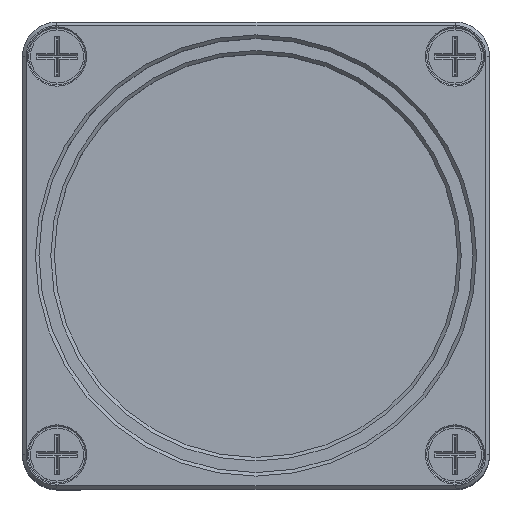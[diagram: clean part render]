
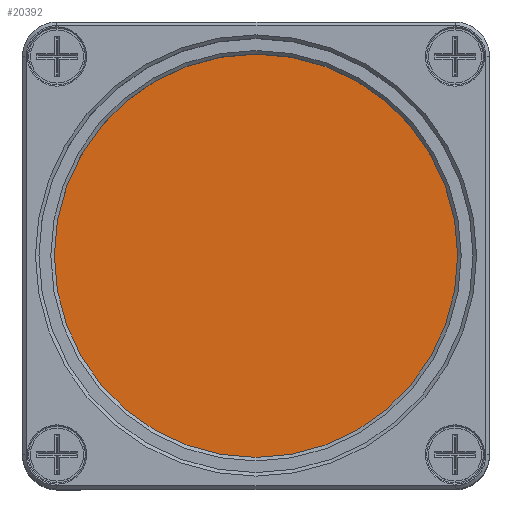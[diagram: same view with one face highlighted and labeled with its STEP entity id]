
A CAD part, top view. The second image highlights one B-rep face of the part: STEP entity #20392.
In plain terms, the highlighted face is planar.
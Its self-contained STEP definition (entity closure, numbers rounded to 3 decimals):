
#11098=FACE_OUTER_BOUND('',#63575,.T.);
#20392=ADVANCED_FACE('',(#11098),#26236,.F.);
#26236=PLANE('',#150086);
#63575=EDGE_LOOP('',(#87891));
#87891=ORIENTED_EDGE('',*,*,#129935,.F.);
#113407=VERTEX_POINT('',#215880);
#129935=EDGE_CURVE('',#113407,#113407,#141748,.T.);
#141748=CIRCLE('',#150083,12.5);
#150083=AXIS2_PLACEMENT_3D('',#215879,#175884,#175885);
#150086=AXIS2_PLACEMENT_3D('',#215883,#175890,#175891);
#175884=DIRECTION('',(0.,0.,1.));
#175885=DIRECTION('',(1.,0.,0.));
#175890=DIRECTION('',(0.,0.,1.));
#175891=DIRECTION('',(1.,0.,0.));
#215879=CARTESIAN_POINT('',(0.,0.,0.));
#215880=CARTESIAN_POINT('',(12.5,0.,0.));
#215883=CARTESIAN_POINT('',(0.,0.,0.));
